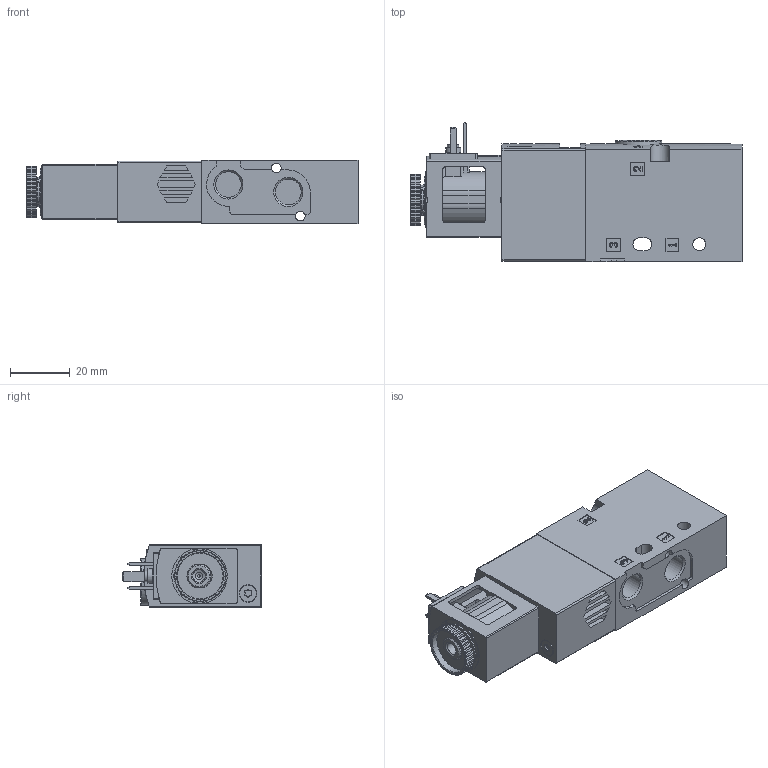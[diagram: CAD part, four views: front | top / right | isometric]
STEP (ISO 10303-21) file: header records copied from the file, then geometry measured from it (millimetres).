
FILE_DESCRIPTION(/* description */ ('STEP AP214'),/* implementation_level */ '2;1');
FILE_NAME(/* name */ '575270_VUVS-L20-M32U-AD-G18-F7-1C1',/* time_stamp */ '2024-09-17T17:42:34+02:00',/* author */ ('License CC BY-ND 4.0'),/* organization */ ('CADENAS'),/* preprocessor_version */ 'ST-DEVELOPER v19.3',/* originating_system */ 'PARTsolutions',/* authorisation */ ' ');
FILE_SCHEMA (('AUTOMOTIVE_DESIGN {1 0 10303 214 3 1 1}'));
Length unit declared in the file: millimetre
Products named in the file (6): 575270 VUVS-L20-M32U-AD-G18-F7-1C1; 1250254 VUVS-L20-M32-AT-G18 HOUSING---(H---0_-); 1670876 VUVS-L20-G-COVER53---(H---0_-); 1537853 F-M3x35-10.9; 8025330 VACS-C-C1-1---(C); 2197345 VACS-C-C1---(C)
Assembly tree (6 placements, depth 2):
  575270 VUVS-L20-M32U-AD-G18-F7-1C1
    1250254 VUVS-L20-M32-AT-G18 HOUSING---(H---0_-)
    1670876 VUVS-L20-G-COVER53---(H---0_-)
    1537853 F-M3x35-10.9  x2
    8025330 VACS-C-C1-1---(C)
    2197345 VACS-C-C1---(C)
Bounding box: 110.8 x 46.45 x 21.1 mm (x, y, z)
Volume: 71288.9 mm3; surface area: 24336.8 mm2
Topology: 6 solids, 6 shells, 748 faces, 1979 edges, 1301 vertices
Faces by surface type: plane 430, cylinder 237, cone 67, torus 14
Full cylindrical faces by diameter (mm): 0.9 x1, 2 x3, 2.013 x1, 2.4 x1, 2.459 x2, 2.6 x2, 2.8 x1, 3 x2, 3.2 x2, 3.3 x2, 3.8 x1, 4.134 x1, 4.3 x1, 5 x1, 5.5 x2, 7.1 x1, 7.188 x1, 8 x4, 8.15 x1, 8.2 x1, 8.566 x3, 10 x2, 12 x2, 15.25 x1, 15.6 x1, 16 x1
Entity records: 24619 total; most frequent: CARTESIAN_POINT 4222, DIRECTION 3716, ORIENTED_EDGE 3690, EDGE_CURVE 1845, VERTEX_POINT 1262, AXIS2_PLACEMENT_3D 1253, LINE 1210, VECTOR 1210
